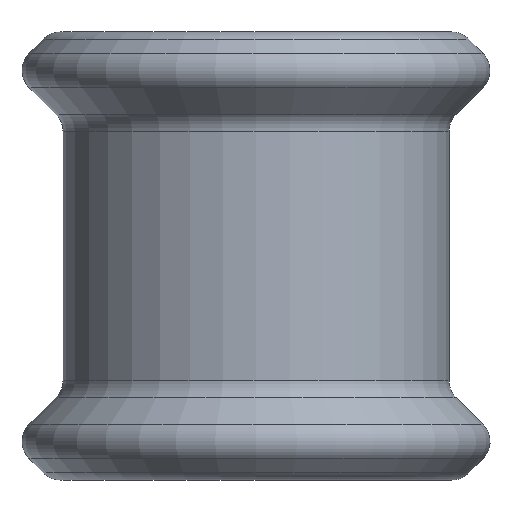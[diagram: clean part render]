
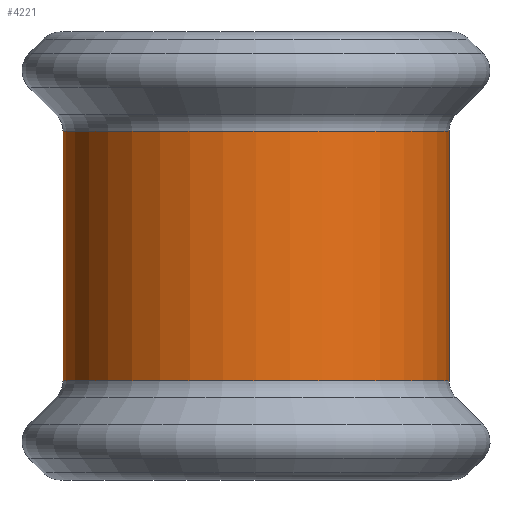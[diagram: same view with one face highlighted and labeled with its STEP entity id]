
A CAD part, front view. The second image highlights one B-rep face of the part: STEP entity #4221.
In plain terms, the highlighted cylindrical face has radius 6.16 mm (diameter 12.319 mm), a partial arc.
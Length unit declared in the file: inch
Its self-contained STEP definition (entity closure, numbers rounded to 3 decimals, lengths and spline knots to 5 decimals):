
#253 = VERTEX_POINT ( 'NONE', #4865 ) ;
#279 = CARTESIAN_POINT ( 'NONE',  ( 0.1875, -0.562, 0. ) ) ;
#339 = VERTEX_POINT ( 'NONE', #1563 ) ;
#664 = AXIS2_PLACEMENT_3D ( 'NONE', #279, #5987, #3663 ) ;
#689 = CARTESIAN_POINT ( 'NONE',  ( 0.1875, -0.562, 0.15651 ) ) ;
#761 = FACE_OUTER_BOUND ( 'NONE', #5035, .T. ) ;
#863 = LINE ( 'NONE', #3205, #4528 ) ;
#1158 = AXIS2_PLACEMENT_3D ( 'NONE', #2551, #5829, #3015 ) ;
#1185 = DIRECTION ( 'NONE',  ( 1., 0., 0. ) ) ;
#1254 = ORIENTED_EDGE ( 'NONE', *, *, #2611, .F. ) ;
#1507 = EDGE_CURVE ( 'NONE', #253, #339, #863, .T. ) ;
#1563 = CARTESIAN_POINT ( 'NONE',  ( -0.055, -0.562, 0.15651 ) ) ;
#1973 = VECTOR ( 'NONE', #5353, 39.37008 ) ;
#2243 = AXIS2_PLACEMENT_3D ( 'NONE', #689, #4043, #1185 ) ;
#2362 = CIRCLE ( 'NONE', #2243, 0.2425 ) ;
#2369 = CARTESIAN_POINT ( 'NONE',  ( 0.43, -0.562, -0.15651 ) ) ;
#2551 = CARTESIAN_POINT ( 'NONE',  ( 0.1875, -0.562, -0.15651 ) ) ;
#2596 = CYLINDRICAL_SURFACE ( 'NONE', #664, 0.2425 ) ;
#2611 = EDGE_CURVE ( 'NONE', #339, #2640, #2362, .T. ) ;
#2640 = VERTEX_POINT ( 'NONE', #4993 ) ;
#2851 = ORIENTED_EDGE ( 'NONE', *, *, #4284, .T. ) ;
#2994 = ORIENTED_EDGE ( 'NONE', *, *, #5043, .T. ) ;
#3015 = DIRECTION ( 'NONE',  ( 1., 0., 0. ) ) ;
#3205 = CARTESIAN_POINT ( 'NONE',  ( -0.055, -0.562, 0.15651 ) ) ;
#3663 = DIRECTION ( 'NONE',  ( 1., 0., 0. ) ) ;
#4043 = DIRECTION ( 'NONE',  ( 0., 0., 1. ) ) ;
#4221 = ADVANCED_FACE ( 'NONE', ( #761 ), #2596, .T. ) ;
#4284 = EDGE_CURVE ( 'NONE', #4827, #2640, #4349, .T. ) ;
#4349 = LINE ( 'NONE', #4414, #1973 ) ;
#4414 = CARTESIAN_POINT ( 'NONE',  ( 0.43, -0.562, 0. ) ) ;
#4528 = VECTOR ( 'NONE', #4624, 39.37008 ) ;
#4624 = DIRECTION ( 'NONE',  ( 0., 0., 1. ) ) ;
#4827 = VERTEX_POINT ( 'NONE', #2369 ) ;
#4865 = CARTESIAN_POINT ( 'NONE',  ( -0.055, -0.562, -0.15651 ) ) ;
#4993 = CARTESIAN_POINT ( 'NONE',  ( 0.43, -0.562, 0.15651 ) ) ;
#5035 = EDGE_LOOP ( 'NONE', ( #2994, #2851, #1254, #5615 ) ) ;
#5043 = EDGE_CURVE ( 'NONE', #253, #4827, #6023, .T. ) ;
#5353 = DIRECTION ( 'NONE',  ( 0., 0., 1. ) ) ;
#5615 = ORIENTED_EDGE ( 'NONE', *, *, #1507, .F. ) ;
#5829 = DIRECTION ( 'NONE',  ( 0., 0., 1. ) ) ;
#5987 = DIRECTION ( 'NONE',  ( 0., 0., 1. ) ) ;
#6023 = CIRCLE ( 'NONE', #1158, 0.2425 ) ;
